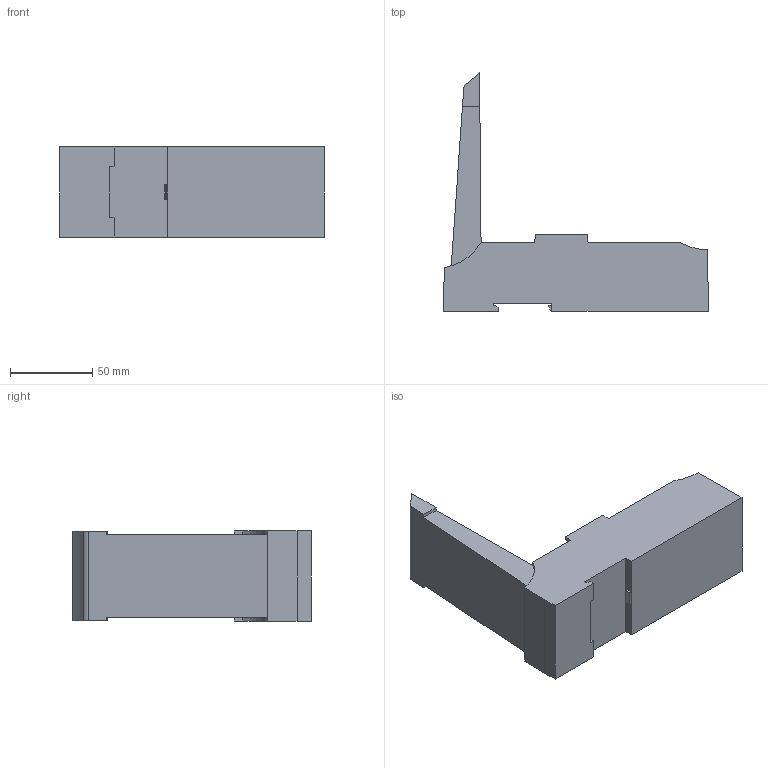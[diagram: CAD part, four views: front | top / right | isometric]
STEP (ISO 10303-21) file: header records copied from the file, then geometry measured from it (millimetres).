
FILE_DESCRIPTION (( 'STEP AP214' ), '1' );
FILE_NAME ('CFW100 FILTER.STEP', '2019-12-11T21:49:12', ( '' ), ( '' ), 'SwSTEP 2.0', 'SolidWorks 2017', '' );
FILE_SCHEMA (( 'AUTOMOTIVE_DESIGN' ));
Length unit declared in the file: inch
Products named in the file (1): CFW100 FILTER
Bounding box: 160.5 x 144.83 x 54.65 mm (x, y, z)
Volume: 413820.3 mm3; surface area: 49116.9 mm2
Topology: 1 solids, 1 shells, 58 faces, 156 edges, 100 vertices
Faces by surface type: plane 51, cylinder 7
Entity records: 1818 total; most frequent: CARTESIAN_POINT 315, ORIENTED_EDGE 312, DIRECTION 288, EDGE_CURVE 156, VECTOR 142, LINE 142, VERTEX_POINT 100, AXIS2_PLACEMENT_3D 73
